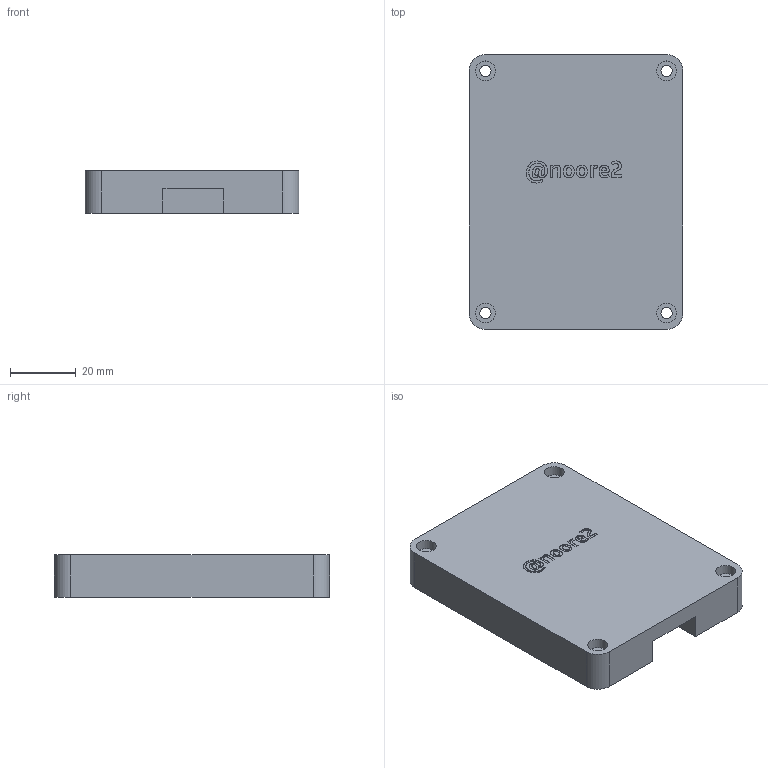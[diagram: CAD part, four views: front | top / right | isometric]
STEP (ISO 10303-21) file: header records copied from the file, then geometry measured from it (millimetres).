
FILE_DESCRIPTION(('FreeCAD Model'),'2;1');
FILE_NAME('Open CASCADE Shape Model','2025-02-16T21:48:48',(''),(''), 'Open CASCADE STEP processor 7.8','FreeCAD','Unknown');
FILE_SCHEMA(('AUTOMOTIVE_DESIGN { 1 0 10303 214 1 1 1 1 }'));
Length unit declared in the file: millimetre
Products named in the file (1): Body
Bounding box: 65.21 x 83.88 x 13 mm (x, y, z)
Volume: 38803.1 mm3; surface area: 17363.1 mm2
Topology: 1 solids, 1 shells, 349 faces, 889 edges, 557 vertices
Faces by surface type: extrusion 268, plane 69, cylinder 12
Full cylindrical faces by diameter (mm): 3.4 x4, 6 x3, 6.003 x1
Entity records: 10765 total; most frequent: CARTESIAN_POINT 3136, ORIENTED_EDGE 1778, DIRECTION 943, EDGE_CURVE 889, VECTOR 731, B_SPLINE_CURVE_WITH_KNOTS 670, VERTEX_POINT 557, LINE 463
